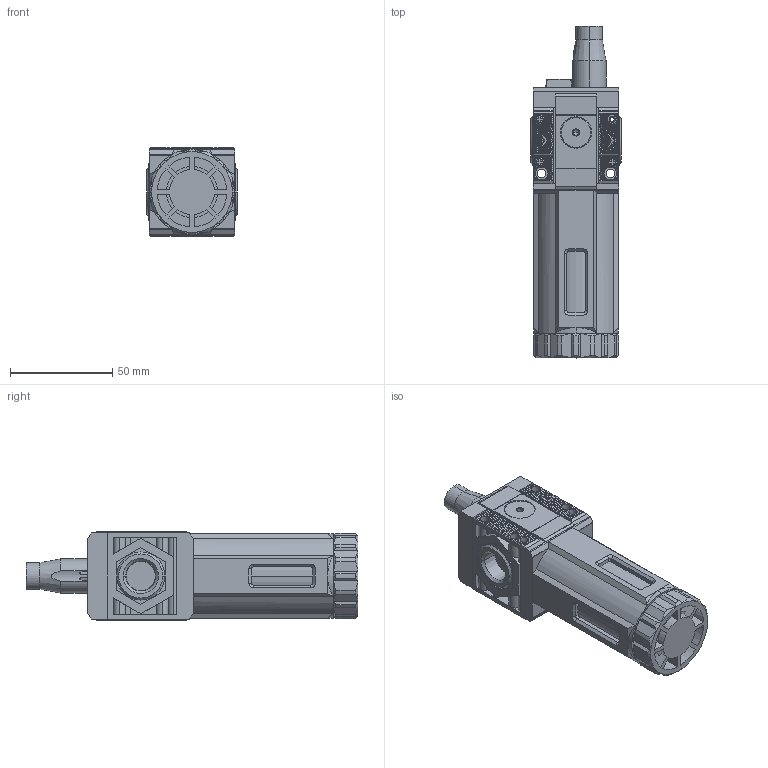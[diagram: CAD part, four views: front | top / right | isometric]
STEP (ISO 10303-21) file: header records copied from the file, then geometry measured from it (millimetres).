
FILE_DESCRIPTION (( 'STEP AP203' ), '1' );
FILE_NAME ('5U13L103.step', '2023-05-17T14:54:38', ( '' ), ( '' ), 'SwSTEP 2.0', 'SolidWorks 2021', '' );
FILE_SCHEMA (( 'CONFIG_CONTROL_DESIGN' ));
Length unit declared in the file: inch
Products named in the file (1): 5U13L103
Bounding box: 44.2 x 162 x 43.6 mm (x, y, z)
Volume: 134349.3 mm3; surface area: 65106.2 mm2
Topology: 13 solids, 13 shells, 1313 faces, 3453 edges, 2200 vertices
Faces by surface type: plane 905, cylinder 258, cone 112, bspline 38
Entity records: 41574 total; most frequent: CARTESIAN_POINT 9986, ORIENTED_EDGE 6890, DIRECTION 6161, EDGE_CURVE 3445, LINE 2355, VECTOR 2355, VERTEX_POINT 2200, AXIS2_PLACEMENT_3D 1903
